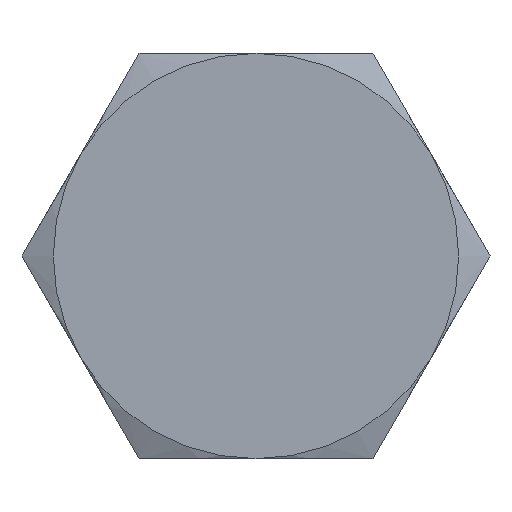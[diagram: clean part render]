
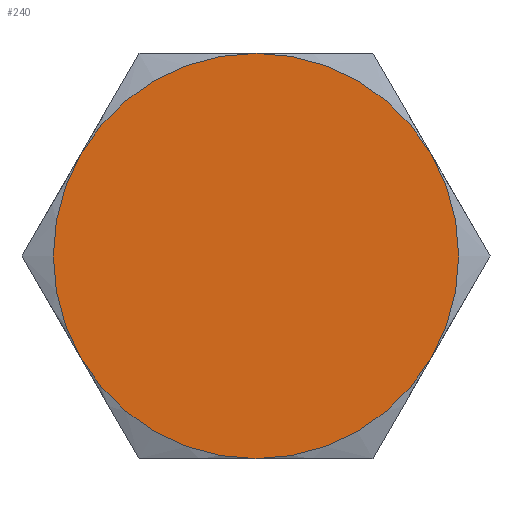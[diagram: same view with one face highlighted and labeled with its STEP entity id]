
A CAD part, left-side view. The second image highlights one B-rep face of the part: STEP entity #240.
In plain terms, the highlighted planar face has unit normal (-1, 0, 0).
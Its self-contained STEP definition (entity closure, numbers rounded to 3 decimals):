
#5 = CIRCLE ( 'NONE', #436, 4. ) ;
#16 = AXIS2_PLACEMENT_3D ( 'NONE', #391, #336, #440 ) ;
#43 = ORIENTED_EDGE ( 'NONE', *, *, #656, .F. ) ;
#71 = DIRECTION ( 'NONE',  ( 1., 0., 0. ) ) ;
#82 = CARTESIAN_POINT ( 'NONE',  ( -3.5, -3.464, -2. ) ) ;
#87 = EDGE_CURVE ( 'NONE', #495, #183, #446, .T. ) ;
#116 = DIRECTION ( 'NONE',  ( 0., 0., -1. ) ) ;
#123 = EDGE_CURVE ( 'NONE', #504, #689, #5, .T. ) ;
#126 = ORIENTED_EDGE ( 'NONE', *, *, #399, .F. ) ;
#155 = CIRCLE ( 'NONE', #274, 4. ) ;
#168 = CARTESIAN_POINT ( 'NONE',  ( -3.5, 0., 0. ) ) ;
#183 = VERTEX_POINT ( 'NONE', #450 ) ;
#212 = ORIENTED_EDGE ( 'NONE', *, *, #548, .F. ) ;
#213 = ORIENTED_EDGE ( 'NONE', *, *, #87, .F. ) ;
#237 = PLANE ( 'NONE',  #658 ) ;
#240 = ADVANCED_FACE ( 'NONE', ( #368 ), #237, .T. ) ;
#243 = CARTESIAN_POINT ( 'NONE',  ( -3.5, 0., 0. ) ) ;
#268 = CIRCLE ( 'NONE', #520, 4. ) ;
#270 = CARTESIAN_POINT ( 'NONE',  ( -3.5, -3.464, 2. ) ) ;
#274 = AXIS2_PLACEMENT_3D ( 'NONE', #615, #385, #603 ) ;
#288 = EDGE_CURVE ( 'NONE', #689, #495, #379, .T. ) ;
#302 = CARTESIAN_POINT ( 'NONE',  ( -3.5, 3.464, -2. ) ) ;
#336 = DIRECTION ( 'NONE',  ( 1., 0., 0. ) ) ;
#351 = VERTEX_POINT ( 'NONE', #82 ) ;
#368 = FACE_OUTER_BOUND ( 'NONE', #661, .T. ) ;
#371 = ORIENTED_EDGE ( 'NONE', *, *, #123, .F. ) ;
#378 = CARTESIAN_POINT ( 'NONE',  ( -3.5, 0., -4. ) ) ;
#379 = CIRCLE ( 'NONE', #594, 4. ) ;
#385 = DIRECTION ( 'NONE',  ( 1., 0., 0. ) ) ;
#391 = CARTESIAN_POINT ( 'NONE',  ( -3.5, 0., 0. ) ) ;
#399 = EDGE_CURVE ( 'NONE', #572, #351, #268, .T. ) ;
#410 = DIRECTION ( 'NONE',  ( 1., 0., 0. ) ) ;
#418 = DIRECTION ( 'NONE',  ( 0., 0., -1. ) ) ;
#429 = CIRCLE ( 'NONE', #433, 4. ) ;
#433 = AXIS2_PLACEMENT_3D ( 'NONE', #243, #71, #519 ) ;
#436 = AXIS2_PLACEMENT_3D ( 'NONE', #168, #714, #500 ) ;
#440 = DIRECTION ( 'NONE',  ( 0., 0., -1. ) ) ;
#446 = CIRCLE ( 'NONE', #16, 4. ) ;
#450 = CARTESIAN_POINT ( 'NONE',  ( -3.5, 0., 4. ) ) ;
#481 = CARTESIAN_POINT ( 'NONE',  ( -3.5, 3.464, 2. ) ) ;
#495 = VERTEX_POINT ( 'NONE', #481 ) ;
#500 = DIRECTION ( 'NONE',  ( 0., 0., -1. ) ) ;
#501 = CARTESIAN_POINT ( 'NONE',  ( -3.5, 2., 0. ) ) ;
#504 = VERTEX_POINT ( 'NONE', #378 ) ;
#511 = DIRECTION ( 'NONE',  ( -1., 0., 0. ) ) ;
#519 = DIRECTION ( 'NONE',  ( 0., 0., -1. ) ) ;
#520 = AXIS2_PLACEMENT_3D ( 'NONE', #577, #632, #418 ) ;
#548 = EDGE_CURVE ( 'NONE', #183, #572, #155, .T. ) ;
#566 = DIRECTION ( 'NONE',  ( 0., 0., 1. ) ) ;
#569 = CARTESIAN_POINT ( 'NONE',  ( -3.5, 0., 0. ) ) ;
#572 = VERTEX_POINT ( 'NONE', #270 ) ;
#577 = CARTESIAN_POINT ( 'NONE',  ( -3.5, 0., 0. ) ) ;
#594 = AXIS2_PLACEMENT_3D ( 'NONE', #569, #410, #116 ) ;
#603 = DIRECTION ( 'NONE',  ( 0., 0., -1. ) ) ;
#615 = CARTESIAN_POINT ( 'NONE',  ( -3.5, 0., 0. ) ) ;
#632 = DIRECTION ( 'NONE',  ( 1., 0., 0. ) ) ;
#656 = EDGE_CURVE ( 'NONE', #351, #504, #429, .T. ) ;
#658 = AXIS2_PLACEMENT_3D ( 'NONE', #501, #511, #566 ) ;
#661 = EDGE_LOOP ( 'NONE', ( #212, #213, #670, #371, #43, #126 ) ) ;
#670 = ORIENTED_EDGE ( 'NONE', *, *, #288, .F. ) ;
#689 = VERTEX_POINT ( 'NONE', #302 ) ;
#714 = DIRECTION ( 'NONE',  ( 1., 0., 0. ) ) ;
